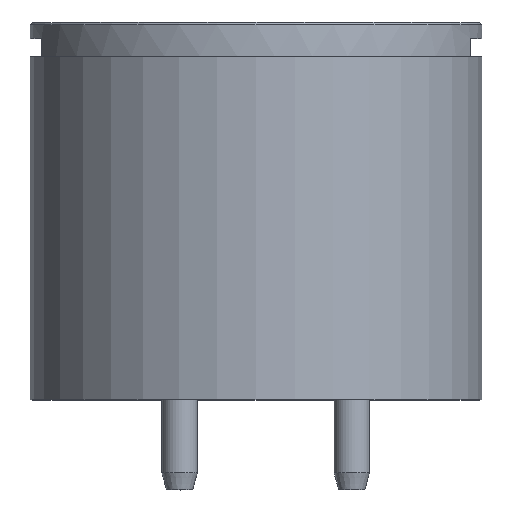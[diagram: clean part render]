
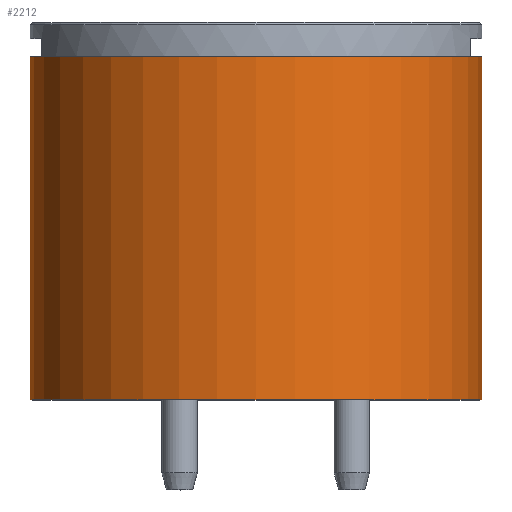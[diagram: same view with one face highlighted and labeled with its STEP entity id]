
A CAD part, top view. The second image highlights one B-rep face of the part: STEP entity #2212.
In plain terms, the highlighted cylindrical face has radius 10 mm (diameter 20 mm), a full revolution.
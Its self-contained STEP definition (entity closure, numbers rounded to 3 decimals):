
#369 = ORIENTED_EDGE ( 'NONE', *, *, #9139, .T. ) ;
#538 = AXIS2_PLACEMENT_3D ( 'NONE', #8045, #730, #2551 ) ;
#730 = DIRECTION ( 'NONE',  ( 0., -1., 0. ) ) ;
#1848 = ORIENTED_EDGE ( 'NONE', *, *, #8915, .F. ) ;
#2212 = ADVANCED_FACE ( 'NONE', ( #8940, #6251 ), #7915, .T. ) ;
#2430 = CARTESIAN_POINT ( 'NONE',  ( 0., 0., 0. ) ) ;
#2551 = DIRECTION ( 'NONE',  ( 0., 0., -1. ) ) ;
#3855 = AXIS2_PLACEMENT_3D ( 'NONE', #2430, #9719, #10671 ) ;
#4144 = CARTESIAN_POINT ( 'NONE',  ( 0., 15.2, 0. ) ) ;
#4819 = CARTESIAN_POINT ( 'NONE',  ( 0., 15.2, -10. ) ) ;
#5108 = CIRCLE ( 'NONE', #9127, 10. ) ;
#5541 = CARTESIAN_POINT ( 'NONE',  ( 0., 0., -10. ) ) ;
#5635 = CIRCLE ( 'NONE', #538, 10. ) ;
#6146 = EDGE_LOOP ( 'NONE', ( #1848 ) ) ;
#6251 = FACE_OUTER_BOUND ( 'NONE', #6146, .T. ) ;
#6893 = EDGE_LOOP ( 'NONE', ( #369 ) ) ;
#7005 = DIRECTION ( 'NONE',  ( 0., -1., 0. ) ) ;
#7915 = CYLINDRICAL_SURFACE ( 'NONE', #3855, 10. ) ;
#8045 = CARTESIAN_POINT ( 'NONE',  ( 0., 0., 0. ) ) ;
#8915 = EDGE_CURVE ( 'NONE', #10103, #10103, #5635, .T. ) ;
#8940 = FACE_OUTER_BOUND ( 'NONE', #6893, .T. ) ;
#9127 = AXIS2_PLACEMENT_3D ( 'NONE', #4144, #7005, #11523 ) ;
#9139 = EDGE_CURVE ( 'NONE', #9365, #9365, #5108, .T. ) ;
#9365 = VERTEX_POINT ( 'NONE', #4819 ) ;
#9719 = DIRECTION ( 'NONE',  ( 0., -1., 0. ) ) ;
#10103 = VERTEX_POINT ( 'NONE', #5541 ) ;
#10671 = DIRECTION ( 'NONE',  ( 0., 0., -1. ) ) ;
#11523 = DIRECTION ( 'NONE',  ( 0., 0., -1. ) ) ;
